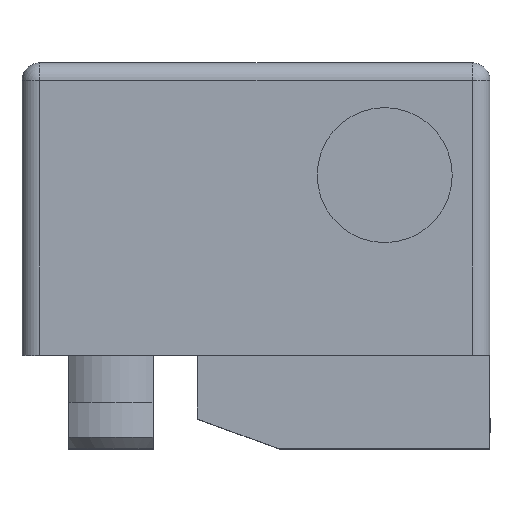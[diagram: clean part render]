
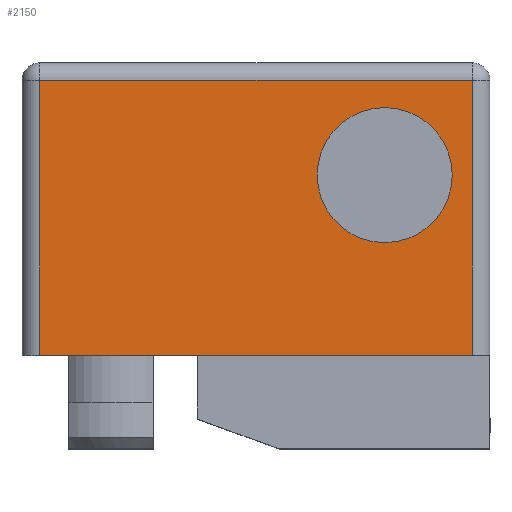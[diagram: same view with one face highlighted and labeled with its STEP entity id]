
A CAD part, top view. The second image highlights one B-rep face of the part: STEP entity #2150.
In plain terms, the highlighted planar face has unit normal (0, 0, 1).
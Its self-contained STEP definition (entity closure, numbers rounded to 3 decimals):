
#1310=CARTESIAN_POINT('',(19.25,-0.5,1.7));
#1311=VERTEX_POINT('',#1310);
#1321=CARTESIAN_POINT('',(0.75,-0.5,1.7));
#1322=VERTEX_POINT('',#1321);
#1323=CARTESIAN_POINT('',(19.25,-0.5,1.7));
#1324=DIRECTION('',(-1.0,0.0,0.0));
#1325=VECTOR('',#1324,18.5);
#1326=LINE('',#1323,#1325);
#1327=EDGE_CURVE('',#1311,#1322,#1326,.T.);
#1492=CARTESIAN_POINT('',(18.385,7.2,1.7));
#1493=VERTEX_POINT('',#1492);
#1494=CARTESIAN_POINT('',(15.5,7.2,1.7));
#1495=DIRECTION('',(0.0,0.0,-1.0));
#1496=DIRECTION('',(-1.0,0.0,0.0));
#1497=AXIS2_PLACEMENT_3D('',#1494,#1495,#1496);
#1498=CIRCLE('',#1497,2.885);
#1499=EDGE_CURVE('',#1493,#1493,#1498,.T.);
#1812=CARTESIAN_POINT('',(0.75,11.25,1.7));
#1813=VERTEX_POINT('',#1812);
#1823=CARTESIAN_POINT('',(0.75,-0.5,1.7));
#1824=DIRECTION('',(0.0,1.0,0.0));
#1825=VECTOR('',#1824,11.75);
#1826=LINE('',#1823,#1825);
#1827=EDGE_CURVE('',#1322,#1813,#1826,.T.);
#2111=CARTESIAN_POINT('',(19.25,11.25,1.7));
#2112=VERTEX_POINT('',#2111);
#2122=CARTESIAN_POINT('',(0.75,11.25,1.7));
#2123=DIRECTION('',(1.0,0.0,0.0));
#2124=VECTOR('',#2123,18.5);
#2125=LINE('',#2122,#2124);
#2126=EDGE_CURVE('',#1813,#2112,#2125,.T.);
#2131=CARTESIAN_POINT('',(10.,5.75,1.7));
#2132=DIRECTION('',(0.0,0.0,1.0));
#2133=DIRECTION('',(1.0,0.0,0.0));
#2134=AXIS2_PLACEMENT_3D('',#2131,#2132,#2133);
#2135=PLANE('',#2134);
#2136=CARTESIAN_POINT('',(19.25,11.25,1.7));
#2137=DIRECTION('',(0.0,-1.0,0.0));
#2138=VECTOR('',#2137,11.75);
#2139=LINE('',#2136,#2138);
#2140=EDGE_CURVE('',#2112,#1311,#2139,.T.);
#2141=ORIENTED_EDGE('',*,*,#2140,.F.);
#2142=ORIENTED_EDGE('',*,*,#2126,.F.);
#2143=ORIENTED_EDGE('',*,*,#1827,.F.);
#2144=ORIENTED_EDGE('',*,*,#1327,.F.);
#2145=EDGE_LOOP('',(#2141,#2142,#2143,#2144));
#2146=FACE_OUTER_BOUND('',#2145,.T.);
#2147=ORIENTED_EDGE('',*,*,#1499,.T.);
#2148=EDGE_LOOP('',(#2147));
#2149=FACE_BOUND('',#2148,.T.);
#2150=ADVANCED_FACE('',(#2146,#2149),#2135,.T.);
